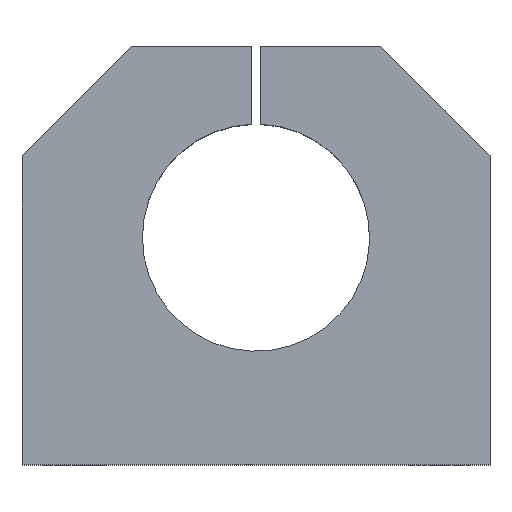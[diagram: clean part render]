
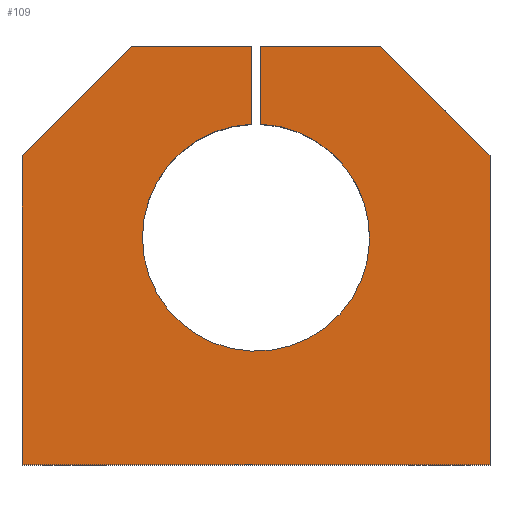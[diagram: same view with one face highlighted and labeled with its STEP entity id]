
A CAD part, top view. The second image highlights one B-rep face of the part: STEP entity #109.
In plain terms, the highlighted planar face has unit normal (0, 0, 1).
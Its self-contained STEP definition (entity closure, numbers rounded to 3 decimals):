
#109 = ADVANCED_FACE( '', ( #191 ), #192, .T. );
#191 = FACE_OUTER_BOUND( '', #274, .T. );
#192 = PLANE( '', #275 );
#274 = EDGE_LOOP( '', ( #540, #541, #542, #543, #544, #545, #546, #547, #548, #549, #550 ) );
#275 = AXIS2_PLACEMENT_3D( '', #551, #552, #553 );
#540 = ORIENTED_EDGE( '', *, *, #634, .F. );
#541 = ORIENTED_EDGE( '', *, *, #657, .F. );
#542 = ORIENTED_EDGE( '', *, *, #654, .F. );
#543 = ORIENTED_EDGE( '', *, *, #618, .F. );
#544 = ORIENTED_EDGE( '', *, *, #652, .F. );
#545 = ORIENTED_EDGE( '', *, *, #649, .F. );
#546 = ORIENTED_EDGE( '', *, *, #569, .F. );
#547 = ORIENTED_EDGE( '', *, *, #648, .F. );
#548 = ORIENTED_EDGE( '', *, *, #644, .F. );
#549 = ORIENTED_EDGE( '', *, *, #641, .F. );
#550 = ORIENTED_EDGE( '', *, *, #638, .F. );
#551 = CARTESIAN_POINT( '', ( 0., 0., 50. ) );
#552 = DIRECTION( '', ( 0., 0., 1. ) );
#553 = DIRECTION( '', ( 1., 0., 0. ) );
#569 = EDGE_CURVE( '', #659, #662, #663, .T. );
#618 = EDGE_CURVE( '', #751, #752, #753, .T. );
#634 = EDGE_CURVE( '', #771, #772, #773, .T. );
#638 = EDGE_CURVE( '', #772, #779, #780, .T. );
#641 = EDGE_CURVE( '', #779, #784, #785, .T. );
#644 = EDGE_CURVE( '', #784, #789, #790, .T. );
#648 = EDGE_CURVE( '', #789, #659, #795, .T. );
#649 = EDGE_CURVE( '', #662, #796, #797, .T. );
#652 = EDGE_CURVE( '', #796, #751, #801, .T. );
#654 = EDGE_CURVE( '', #752, #803, #804, .T. );
#657 = EDGE_CURVE( '', #803, #771, #808, .T. );
#659 = VERTEX_POINT( '', #810 );
#662 = VERTEX_POINT( '', #814 );
#663 = CIRCLE( '', #815, 25. );
#751 = VERTEX_POINT( '', #1090 );
#752 = VERTEX_POINT( '', #1091 );
#753 = LINE( '', #1092, #1093 );
#771 = VERTEX_POINT( '', #1114 );
#772 = VERTEX_POINT( '', #1115 );
#773 = LINE( '', #1116, #1117 );
#779 = VERTEX_POINT( '', #1126 );
#780 = LINE( '', #1127, #1128 );
#784 = VERTEX_POINT( '', #1134 );
#785 = LINE( '', #1135, #1136 );
#789 = VERTEX_POINT( '', #1142 );
#790 = LINE( '', #1143, #1144 );
#795 = CIRCLE( '', #1151, 25. );
#796 = VERTEX_POINT( '', #1152 );
#797 = LINE( '', #1153, #1154 );
#801 = LINE( '', #1160, #1161 );
#803 = VERTEX_POINT( '', #1164 );
#804 = LINE( '', #1165, #1166 );
#808 = LINE( '', #1172, #1173 );
#810 = CARTESIAN_POINT( '', ( -1., 25.02, 50. ) );
#814 = CARTESIAN_POINT( '', ( 1., 74.98, 50. ) );
#815 = AXIS2_PLACEMENT_3D( '', #1177, #1178, #1179 );
#1090 = CARTESIAN_POINT( '', ( 27.5, 92., 50. ) );
#1091 = CARTESIAN_POINT( '', ( 51.5, 68., 50. ) );
#1092 = CARTESIAN_POINT( '', ( 51.5, 68., 50. ) );
#1093 = VECTOR( '', #1269, 1. );
#1114 = CARTESIAN_POINT( '', ( -51.5, 0., 50. ) );
#1115 = CARTESIAN_POINT( '', ( -51.5, 68., 50. ) );
#1116 = CARTESIAN_POINT( '', ( -51.5, 68., 50. ) );
#1117 = VECTOR( '', #1309, 1. );
#1126 = CARTESIAN_POINT( '', ( -27.5, 92., 50. ) );
#1127 = CARTESIAN_POINT( '', ( -27.5, 92., 50. ) );
#1128 = VECTOR( '', #1313, 1. );
#1134 = CARTESIAN_POINT( '', ( -1., 92., 50. ) );
#1135 = CARTESIAN_POINT( '', ( -1., 92., 50. ) );
#1136 = VECTOR( '', #1316, 1. );
#1142 = CARTESIAN_POINT( '', ( -1., 74.98, 50. ) );
#1143 = CARTESIAN_POINT( '', ( -1., 74.98, 50. ) );
#1144 = VECTOR( '', #1319, 1. );
#1151 = AXIS2_PLACEMENT_3D( '', #1325, #1326, #1327 );
#1152 = CARTESIAN_POINT( '', ( 1., 92., 50. ) );
#1153 = CARTESIAN_POINT( '', ( 1., 92., 50. ) );
#1154 = VECTOR( '', #1328, 1. );
#1160 = CARTESIAN_POINT( '', ( 27.5, 92., 50. ) );
#1161 = VECTOR( '', #1331, 1. );
#1164 = CARTESIAN_POINT( '', ( 51.5, 0., 50. ) );
#1165 = CARTESIAN_POINT( '', ( 51.5, 0., 50. ) );
#1166 = VECTOR( '', #1333, 1. );
#1172 = CARTESIAN_POINT( '', ( -51.5, 0., 50. ) );
#1173 = VECTOR( '', #1336, 1. );
#1177 = CARTESIAN_POINT( '', ( 0., 50., 50. ) );
#1178 = DIRECTION( '', ( 0., 0., 1. ) );
#1179 = DIRECTION( '', ( 0.04, 0.999, 0. ) );
#1269 = DIRECTION( '', ( 0.707, -0.707, 0. ) );
#1309 = DIRECTION( '', ( 0., 1., 0. ) );
#1313 = DIRECTION( '', ( 0.707, 0.707, 0. ) );
#1316 = DIRECTION( '', ( 1., 0., 0. ) );
#1319 = DIRECTION( '', ( 0., -1., 0. ) );
#1325 = CARTESIAN_POINT( '', ( 0., 50., 50. ) );
#1326 = DIRECTION( '', ( 0., 0., 1. ) );
#1327 = DIRECTION( '', ( 0.04, 0.999, 0. ) );
#1328 = DIRECTION( '', ( 0., 1., 0. ) );
#1331 = DIRECTION( '', ( 1., 0., 0. ) );
#1333 = DIRECTION( '', ( 0., -1., 0. ) );
#1336 = DIRECTION( '', ( -1., 0., 0. ) );
